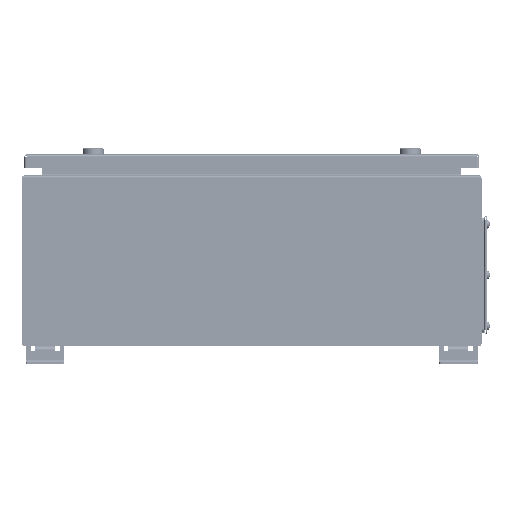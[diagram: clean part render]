
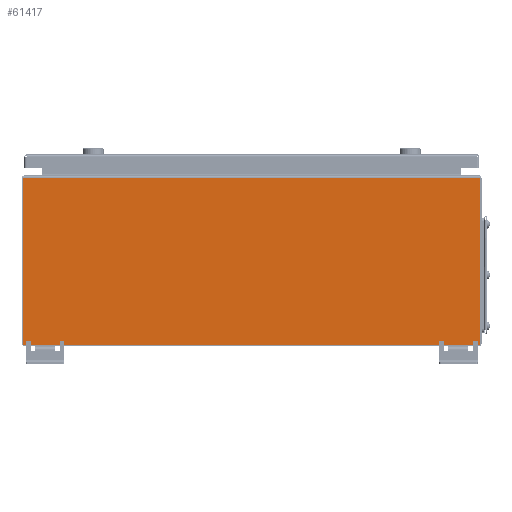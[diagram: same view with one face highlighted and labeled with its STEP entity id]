
A CAD part, left-side view. The second image highlights one B-rep face of the part: STEP entity #61417.
In plain terms, the highlighted planar face has unit normal (-1, 0, 0).
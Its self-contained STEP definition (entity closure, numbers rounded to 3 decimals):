
#1125 = CARTESIAN_POINT ( 'NONE',  ( -1.5, -297., -108.5 ) ) ;
#12645 = EDGE_CURVE ( 'NONE', #13099, #49552, #35083, .T. ) ;
#13099 = VERTEX_POINT ( 'NONE', #55170 ) ;
#15643 = AXIS2_PLACEMENT_3D ( 'NONE', #42450, #60117, #72158 ) ;
#16771 = DIRECTION ( 'NONE',  ( 0., 1., 0. ) ) ;
#18585 = LINE ( 'NONE', #35632, #28681 ) ;
#19096 = DIRECTION ( 'NONE',  ( -1., 0., 0. ) ) ;
#22975 = CARTESIAN_POINT ( 'NONE',  ( -1.5, 297., -111.5 ) ) ;
#23954 = EDGE_CURVE ( 'NONE', #63968, #71125, #64526, .T. ) ;
#25138 = CARTESIAN_POINT ( 'NONE',  ( -1.5, 297., -108.5 ) ) ;
#27457 = ORIENTED_EDGE ( 'NONE', *, *, #40062, .F. ) ;
#28681 = VECTOR ( 'NONE', #58550, 1000. ) ;
#29968 = DIRECTION ( 'NONE',  ( 0., 0., -1. ) ) ;
#32049 = AXIS2_PLACEMENT_3D ( 'NONE', #1125, #35803, #69282 ) ;
#34617 = VECTOR ( 'NONE', #64337, 1000. ) ;
#35083 = CIRCLE ( 'NONE', #47094, 3. ) ;
#35632 = CARTESIAN_POINT ( 'NONE',  ( -1.5, 300., 111.5 ) ) ;
#35803 = DIRECTION ( 'NONE',  ( -1., 0., 0. ) ) ;
#37216 = CARTESIAN_POINT ( 'NONE',  ( -1.5, -300., 111.5 ) ) ;
#37780 = VECTOR ( 'NONE', #29968, 1000. ) ;
#37914 = CARTESIAN_POINT ( 'NONE',  ( -1.5, -297., -111.5 ) ) ;
#40062 = EDGE_CURVE ( 'NONE', #13099, #69881, #18585, .T. ) ;
#42450 = CARTESIAN_POINT ( 'NONE',  ( -1.5, 0., 0. ) ) ;
#42817 = FACE_OUTER_BOUND ( 'NONE', #68676, .T. ) ;
#42877 = LINE ( 'NONE', #70357, #34617 ) ;
#42879 = CARTESIAN_POINT ( 'NONE',  ( -1.5, -300., 108.5 ) ) ;
#46865 = ORIENTED_EDGE ( 'NONE', *, *, #56418, .F. ) ;
#47094 = AXIS2_PLACEMENT_3D ( 'NONE', #25138, #19096, #64723 ) ;
#48464 = LINE ( 'NONE', #37216, #37780 ) ;
#49132 = EDGE_CURVE ( 'NONE', #63169, #69881, #50375, .T. ) ;
#49208 = PLANE ( 'NONE',  #15643 ) ;
#49552 = VERTEX_POINT ( 'NONE', #22975 ) ;
#50375 = LINE ( 'NONE', #42879, #66920 ) ;
#50556 = EDGE_CURVE ( 'NONE', #63169, #71125, #48464, .T. ) ;
#50742 = CARTESIAN_POINT ( 'NONE',  ( -1.5, -300., -108.5 ) ) ;
#55001 = ORIENTED_EDGE ( 'NONE', *, *, #50556, .F. ) ;
#55170 = CARTESIAN_POINT ( 'NONE',  ( -1.5, 300., -108.5 ) ) ;
#56418 = EDGE_CURVE ( 'NONE', #63968, #49552, #42877, .T. ) ;
#56477 = ORIENTED_EDGE ( 'NONE', *, *, #23954, .T. ) ;
#58550 = DIRECTION ( 'NONE',  ( 0., 0., 1. ) ) ;
#60117 = DIRECTION ( 'NONE',  ( -1., 0., 0. ) ) ;
#61417 = ADVANCED_FACE ( 'NONE', ( #42817 ), #49208, .T. ) ;
#62068 = CARTESIAN_POINT ( 'NONE',  ( -1.5, 300., 108.5 ) ) ;
#62293 = ORIENTED_EDGE ( 'NONE', *, *, #12645, .T. ) ;
#63169 = VERTEX_POINT ( 'NONE', #73449 ) ;
#63968 = VERTEX_POINT ( 'NONE', #37914 ) ;
#64337 = DIRECTION ( 'NONE',  ( 0., 1., 0. ) ) ;
#64526 = CIRCLE ( 'NONE', #32049, 3. ) ;
#64723 = DIRECTION ( 'NONE',  ( 0., 0., 1. ) ) ;
#65208 = ORIENTED_EDGE ( 'NONE', *, *, #49132, .T. ) ;
#66920 = VECTOR ( 'NONE', #16771, 1000. ) ;
#68676 = EDGE_LOOP ( 'NONE', ( #46865, #56477, #55001, #65208, #27457, #62293 ) ) ;
#69282 = DIRECTION ( 'NONE',  ( 0., 0., 1. ) ) ;
#69881 = VERTEX_POINT ( 'NONE', #62068 ) ;
#70357 = CARTESIAN_POINT ( 'NONE',  ( -1.5, -300., -111.5 ) ) ;
#71125 = VERTEX_POINT ( 'NONE', #50742 ) ;
#72158 = DIRECTION ( 'NONE',  ( 0., 0., 1. ) ) ;
#73449 = CARTESIAN_POINT ( 'NONE',  ( -1.5, -300., 108.5 ) ) ;
